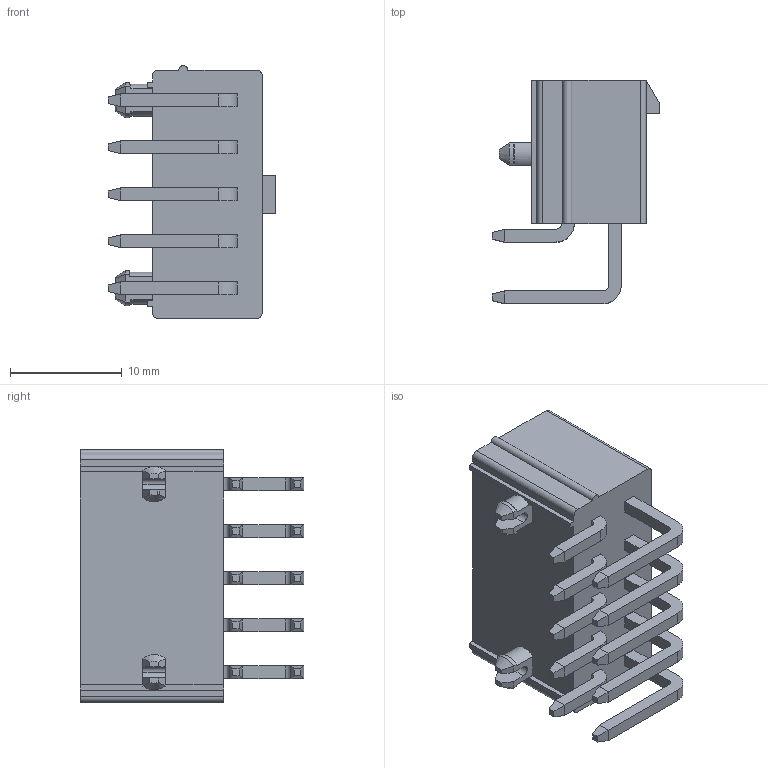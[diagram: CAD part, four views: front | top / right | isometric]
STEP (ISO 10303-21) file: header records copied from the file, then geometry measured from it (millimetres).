
FILE_DESCRIPTION((''),'2;1');
FILE_NAME('10127819-10XXXPXLF','2019-12-19T',('mgvipin'),('AFCI'),'CREO PARAMETRIC BY PTC INC, 2016130','CREO PARAMETRIC BY PTC INC, 2016130','');
FILE_SCHEMA(('CONFIG_CONTROL_DESIGN'));
Length unit declared in the file: millimetre
Products named in the file (1): 10127819-10XXXPXLF
Bounding box: 14.95 x 19.97 x 22.6 mm (x, y, z)
Volume: 1744 mm3; surface area: 3466.5 mm2
Topology: 1 solids, 1 shells, 406 faces, 976 edges, 593 vertices
Faces by surface type: plane 356, cylinder 42, cone 8
Entity records: 11491 total; most frequent: CARTESIAN_POINT 2045, ORIENTED_EDGE 1952, DIRECTION 1870, EDGE_CURVE 976, VECTOR 864, LINE 864, VERTEX_POINT 593, AXIS2_PLACEMENT_3D 503
